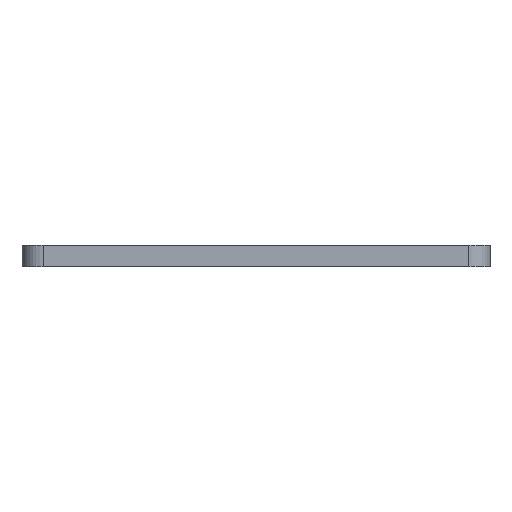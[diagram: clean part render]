
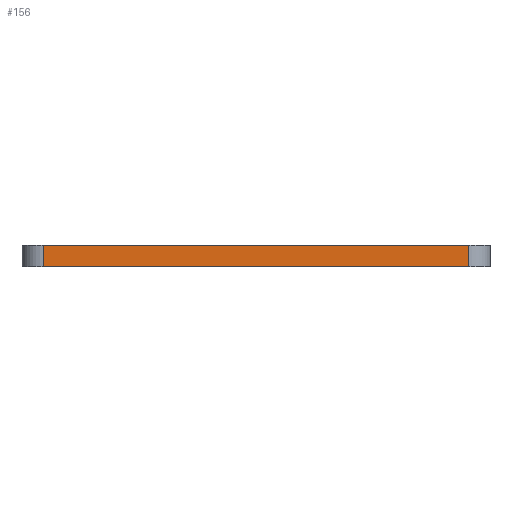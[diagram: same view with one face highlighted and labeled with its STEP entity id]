
A CAD part, front view. The second image highlights one B-rep face of the part: STEP entity #156.
In plain terms, the highlighted planar face has unit normal (0, -1, 0).
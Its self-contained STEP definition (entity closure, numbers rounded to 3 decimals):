
#29 = ORIENTED_EDGE ( 'NONE', *, *, #2598, .T. ) ;
#156 = ADVANCED_FACE ( 'NONE', ( #5240 ), #3133, .T. ) ;
#235 = CARTESIAN_POINT ( 'NONE',  ( 10., -28.1, 0. ) ) ;
#401 = VERTEX_POINT ( 'NONE', #2475 ) ;
#439 = VECTOR ( 'NONE', #692, 1000. ) ;
#524 = CARTESIAN_POINT ( 'NONE',  ( 10., -28.1, -0.9 ) ) ;
#692 = DIRECTION ( 'NONE',  ( 1., 0., 0. ) ) ;
#963 = ORIENTED_EDGE ( 'NONE', *, *, #3016, .F. ) ;
#1099 = EDGE_LOOP ( 'NONE', ( #963, #4177, #29, #1129 ) ) ;
#1129 = ORIENTED_EDGE ( 'NONE', *, *, #4497, .T. ) ;
#1477 = DIRECTION ( 'NONE',  ( 0., 0., -1. ) ) ;
#1873 = CARTESIAN_POINT ( 'NONE',  ( 28., -28.1, -0.9 ) ) ;
#1910 = LINE ( 'NONE', #3153, #3858 ) ;
#1952 = CARTESIAN_POINT ( 'NONE',  ( 10., -28.1, -0.9 ) ) ;
#2080 = AXIS2_PLACEMENT_3D ( 'NONE', #1952, #2330, #1477 ) ;
#2243 = CARTESIAN_POINT ( 'NONE',  ( 28., -28.1, -0.9 ) ) ;
#2330 = DIRECTION ( 'NONE',  ( 0., -1., 0. ) ) ;
#2475 = CARTESIAN_POINT ( 'NONE',  ( 28., -28.1, 0. ) ) ;
#2598 = EDGE_CURVE ( 'NONE', #3211, #4875, #1910, .T. ) ;
#2645 = EDGE_CURVE ( 'NONE', #3211, #5280, #2916, .T. ) ;
#2906 = VECTOR ( 'NONE', #5348, 1000. ) ;
#2916 = LINE ( 'NONE', #5381, #2906 ) ;
#3016 = EDGE_CURVE ( 'NONE', #5280, #401, #5224, .T. ) ;
#3133 = PLANE ( 'NONE',  #2080 ) ;
#3153 = CARTESIAN_POINT ( 'NONE',  ( 10., -28.1, -0.9 ) ) ;
#3211 = VERTEX_POINT ( 'NONE', #524 ) ;
#3858 = VECTOR ( 'NONE', #4466, 1000. ) ;
#4014 = LINE ( 'NONE', #1873, #5101 ) ;
#4177 = ORIENTED_EDGE ( 'NONE', *, *, #2645, .F. ) ;
#4466 = DIRECTION ( 'NONE',  ( 1., 0., 0. ) ) ;
#4497 = EDGE_CURVE ( 'NONE', #4875, #401, #4014, .T. ) ;
#4763 = CARTESIAN_POINT ( 'NONE',  ( 10., -28.1, 0. ) ) ;
#4869 = DIRECTION ( 'NONE',  ( 0., 0., 1. ) ) ;
#4875 = VERTEX_POINT ( 'NONE', #2243 ) ;
#5101 = VECTOR ( 'NONE', #4869, 1000. ) ;
#5224 = LINE ( 'NONE', #4763, #439 ) ;
#5240 = FACE_OUTER_BOUND ( 'NONE', #1099, .T. ) ;
#5280 = VERTEX_POINT ( 'NONE', #235 ) ;
#5348 = DIRECTION ( 'NONE',  ( 0., 0., 1. ) ) ;
#5381 = CARTESIAN_POINT ( 'NONE',  ( 10., -28.1, -0.9 ) ) ;
